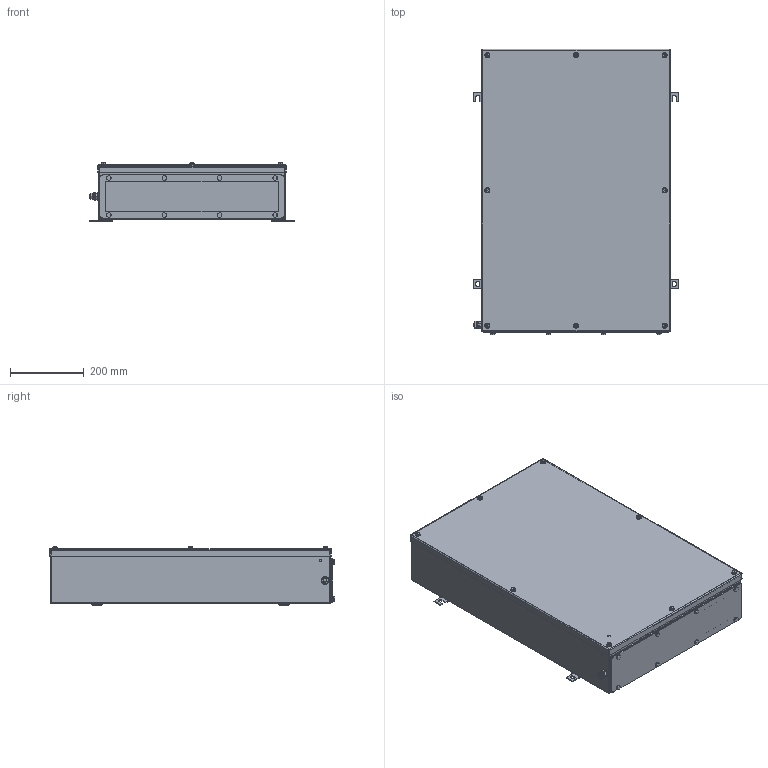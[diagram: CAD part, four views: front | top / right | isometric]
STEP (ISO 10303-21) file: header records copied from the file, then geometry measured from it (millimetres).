
FILE_DESCRIPTION(('CATIA V5 STEP Exchange','CAx-IF Rec.Pracs.--- Model Styling and Organization---1.4--- 2014-01-23'),'2;1');
FILE_NAME ('008690-4_3_1196510000_1196510000.stp','2019-09-25T08:58:03+00:00',('none'),('Weidmueller'),'CATIA Version 5-6 Release 2016 SP3 HF44','CATIA V5 STEP AP214','none');
FILE_SCHEMA(('AUTOMOTIVE_DESIGN { 1 0 10303 214 1 1 1 1 }'));
Length unit declared in the file: millimetre
Products named in the file (1): Product9_AllCATPart
Bounding box: 559 x 775.5 x 158.5 mm (x, y, z)
Volume: 2105330.6 mm3; surface area: 2646496.5 mm2
Topology: 74 solids, 74 shells, 1559 faces, 3562 edges, 2187 vertices
Faces by surface type: cylinder 608, plane 529, cone 350, torus 56, sphere 16
Entity records: 40860 total; most frequent: CARTESIAN_POINT 8257, ORIENTED_EDGE 6992, DIRECTION 5429, EDGE_CURVE 3496, AXIS2_PLACEMENT_3D 2668, VERTEX_POINT 2187, EDGE_LOOP 1779, VECTOR 1670
